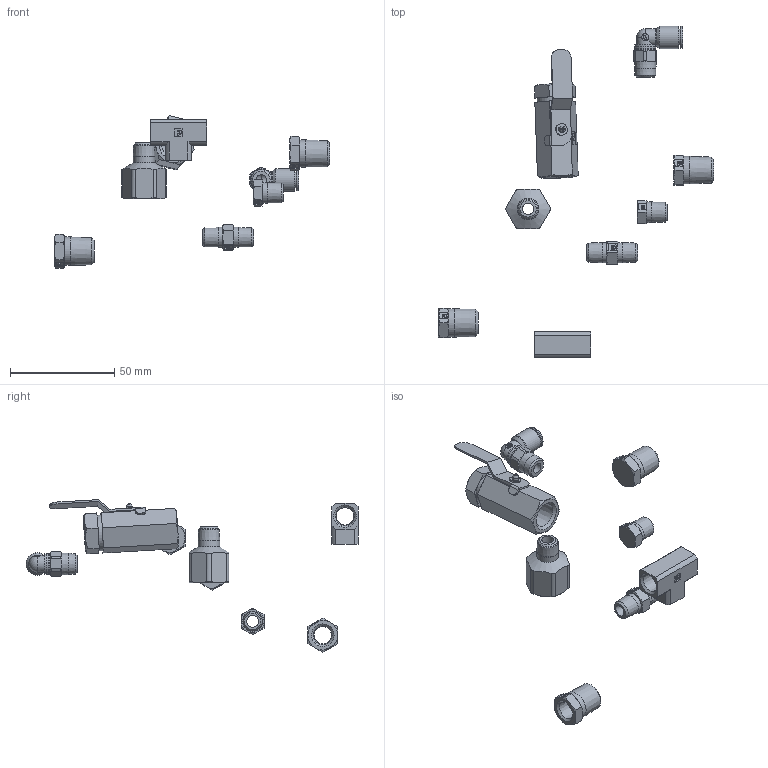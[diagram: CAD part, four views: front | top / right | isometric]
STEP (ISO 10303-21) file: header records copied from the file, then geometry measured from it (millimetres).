
FILE_DESCRIPTION(/* description */ (''),/* implementation_level */ '2;1');
FILE_NAME(/* name */ 'fc17-153_FittingKit.iam.step',/* time_stamp */ '2017-01-05T11:55:25-08:00',/* author */ ('Autodesk Inc.'),/* organization */ ('Autodesk Inc.'),/* preprocessor_version */ 'ST-DEVELOPER v16.5',/* originating_system */ 'Autodesk Inventor 2017',/* authorisation */ '');
FILE_SCHEMA (('AUTOMOTIVE_DESIGN { 1 0 10303 214 3 1 1 }'));
Length unit declared in the file: inch
Products named in the file (9): fc17-153_FittingKit; 209P-4-2; 216P-2; 218P-2; 218P-4; 2203P-2; MV709-4; w369plp-4-2; 222P-4-2
Assembly tree (8 placements, depth 2):
  fc17-153_FittingKit
    209P-4-2
    216P-2
    218P-2
    218P-4
    2203P-2
    MV709-4
    w369plp-4-2
    222P-4-2
Bounding box: 132.15 x 159.54 x 73.42 mm (x, y, z)
Volume: 23572.6 mm3; surface area: 18434.5 mm2
Topology: 8 solids, 10 shells, 619 faces, 1584 edges, 1022 vertices
Faces by surface type: plane 293, cylinder 203, cone 116, torus 4, sphere 2, bspline 1
Full cylindrical faces by diameter (mm): 3.048 x1, 3.5 x1, 5 x1, 5.563 x1, 5.588 x5, 6.35 x3, 7.55 x1, 8.331 x1, 8.611 x4, 8.737 x1, 9.652 x2, 9.906 x1, 9.996 x1, 10 x1, 10.389 x1, 10.45 x1, 10.85 x1, 11.199 x3, 13.208 x1, 13.716 x1, 17.116 x1
Entity records: 18508 total; most frequent: CARTESIAN_POINT 3726, DIRECTION 3073, ORIENTED_EDGE 2932, EDGE_CURVE 1468, AXIS2_PLACEMENT_3D 1156, VERTEX_POINT 987, LINE 761, VECTOR 761
